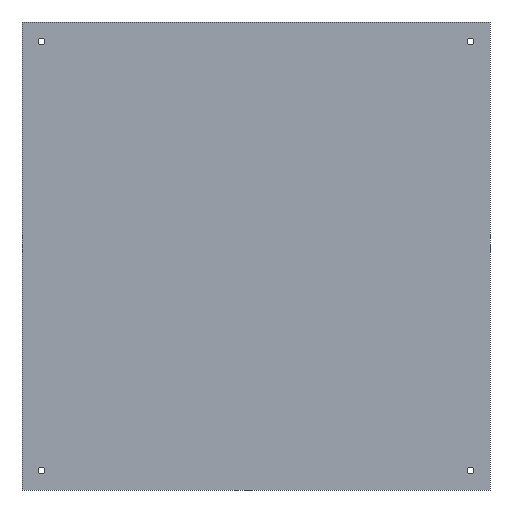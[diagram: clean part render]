
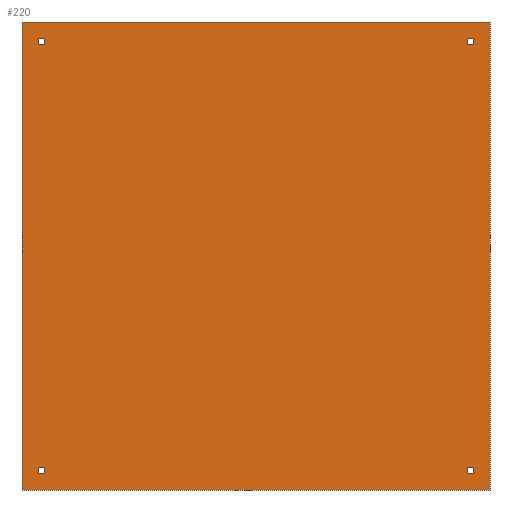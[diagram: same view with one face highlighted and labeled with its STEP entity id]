
A CAD part, front view. The second image highlights one B-rep face of the part: STEP entity #220.
In plain terms, the highlighted planar face has unit normal (0, -1, 0).
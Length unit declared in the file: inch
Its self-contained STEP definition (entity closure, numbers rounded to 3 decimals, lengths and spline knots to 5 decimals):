
#2 = DIRECTION ( 'NONE',  ( 0., 1., 0. ) ) ;
#5 = CARTESIAN_POINT ( 'NONE',  ( -9.625, -0.187, 9.625 ) ) ;
#6 = CARTESIAN_POINT ( 'NONE',  ( -10.5, -0.187, -10.5 ) ) ;
#10 = DIRECTION ( 'NONE',  ( 1., 0., 0. ) ) ;
#16 = FACE_OUTER_BOUND ( 'NONE', #176, .T. ) ;
#17 = VERTEX_POINT ( 'NONE', #101 ) ;
#20 = DIRECTION ( 'NONE',  ( 0., 0., 1. ) ) ;
#26 = CARTESIAN_POINT ( 'NONE',  ( 9.625, -0.187, -9.625 ) ) ;
#34 = EDGE_LOOP ( 'NONE', ( #81 ) ) ;
#35 = CARTESIAN_POINT ( 'NONE',  ( -9.625, -0.187, 9.781 ) ) ;
#46 = ORIENTED_EDGE ( 'NONE', *, *, #323, .F. ) ;
#47 = EDGE_LOOP ( 'NONE', ( #73 ) ) ;
#51 = VERTEX_POINT ( 'NONE', #169 ) ;
#52 = LINE ( 'NONE', #109, #299 ) ;
#54 = EDGE_LOOP ( 'NONE', ( #87 ) ) ;
#56 = DIRECTION ( 'NONE',  ( 0., 1., 0. ) ) ;
#58 = DIRECTION ( 'NONE',  ( 0., 1., 0. ) ) ;
#63 = VECTOR ( 'NONE', #10, 39.37008 ) ;
#65 = CARTESIAN_POINT ( 'NONE',  ( 9.625, -0.187, 9.625 ) ) ;
#70 = EDGE_CURVE ( 'NONE', #224, #142, #310, .T. ) ;
#73 = ORIENTED_EDGE ( 'NONE', *, *, #261, .T. ) ;
#80 = PLANE ( 'NONE',  #158 ) ;
#81 = ORIENTED_EDGE ( 'NONE', *, *, #337, .T. ) ;
#87 = ORIENTED_EDGE ( 'NONE', *, *, #238, .T. ) ;
#89 = CARTESIAN_POINT ( 'NONE',  ( -10.5, -0.187, 10.5 ) ) ;
#101 = CARTESIAN_POINT ( 'NONE',  ( 10.5, -0.187, -10.5 ) ) ;
#107 = DIRECTION ( 'NONE',  ( 0., 0., 1. ) ) ;
#109 = CARTESIAN_POINT ( 'NONE',  ( 10.5, -0.187, -10.5 ) ) ;
#117 = LINE ( 'NONE', #184, #326 ) ;
#118 = FACE_BOUND ( 'NONE', #47, .T. ) ;
#133 = LINE ( 'NONE', #89, #63 ) ;
#134 = DIRECTION ( 'NONE',  ( 0., 1., 0. ) ) ;
#142 = VERTEX_POINT ( 'NONE', #268 ) ;
#143 = VERTEX_POINT ( 'NONE', #322 ) ;
#145 = VERTEX_POINT ( 'NONE', #328 ) ;
#154 = EDGE_CURVE ( 'NONE', #276, #276, #336, .T. ) ;
#156 = DIRECTION ( 'NONE',  ( 0., 0., 1. ) ) ;
#157 = VERTEX_POINT ( 'NONE', #272 ) ;
#158 = AXIS2_PLACEMENT_3D ( 'NONE', #212, #269, #107 ) ;
#160 = ORIENTED_EDGE ( 'NONE', *, *, #174, .F. ) ;
#161 = DIRECTION ( 'NONE',  ( 0., 0., 1. ) ) ;
#169 = CARTESIAN_POINT ( 'NONE',  ( -9.625, -0.187, -9.469 ) ) ;
#174 = EDGE_CURVE ( 'NONE', #143, #17, #117, .T. ) ;
#176 = EDGE_LOOP ( 'NONE', ( #301, #160, #46, #215 ) ) ;
#184 = CARTESIAN_POINT ( 'NONE',  ( 10.5, -0.187, 10.5 ) ) ;
#202 = CIRCLE ( 'NONE', #211, 0.156 ) ;
#206 = AXIS2_PLACEMENT_3D ( 'NONE', #5, #56, #247 ) ;
#210 = EDGE_LOOP ( 'NONE', ( #282 ) ) ;
#211 = AXIS2_PLACEMENT_3D ( 'NONE', #241, #2, #156 ) ;
#212 = CARTESIAN_POINT ( 'NONE',  ( 0., -0.187, 0. ) ) ;
#215 = ORIENTED_EDGE ( 'NONE', *, *, #70, .F. ) ;
#220 = ADVANCED_FACE ( 'NONE', ( #231, #236, #221, #118, #16 ), #80, .F. ) ;
#221 = FACE_BOUND ( 'NONE', #34, .T. ) ;
#224 = VERTEX_POINT ( 'NONE', #6 ) ;
#231 = FACE_BOUND ( 'NONE', #54, .T. ) ;
#236 = FACE_BOUND ( 'NONE', #210, .T. ) ;
#238 = EDGE_CURVE ( 'NONE', #51, #51, #202, .T. ) ;
#241 = CARTESIAN_POINT ( 'NONE',  ( -9.625, -0.187, -9.625 ) ) ;
#247 = DIRECTION ( 'NONE',  ( 0., 0., 1. ) ) ;
#248 = AXIS2_PLACEMENT_3D ( 'NONE', #26, #58, #161 ) ;
#261 = EDGE_CURVE ( 'NONE', #157, #157, #287, .T. ) ;
#262 = CIRCLE ( 'NONE', #312, 0.156 ) ;
#268 = CARTESIAN_POINT ( 'NONE',  ( -10.5, -0.187, 10.5 ) ) ;
#269 = DIRECTION ( 'NONE',  ( 0., 1., 0. ) ) ;
#272 = CARTESIAN_POINT ( 'NONE',  ( 9.625, -0.187, -9.469 ) ) ;
#276 = VERTEX_POINT ( 'NONE', #35 ) ;
#282 = ORIENTED_EDGE ( 'NONE', *, *, #154, .T. ) ;
#286 = CARTESIAN_POINT ( 'NONE',  ( -10.5, -0.187, -10.5 ) ) ;
#287 = CIRCLE ( 'NONE', #248, 0.156 ) ;
#288 = EDGE_CURVE ( 'NONE', #17, #224, #52, .T. ) ;
#292 = DIRECTION ( 'NONE',  ( -1., 0., 0. ) ) ;
#299 = VECTOR ( 'NONE', #292, 39.37008 ) ;
#301 = ORIENTED_EDGE ( 'NONE', *, *, #288, .F. ) ;
#310 = LINE ( 'NONE', #286, #339 ) ;
#312 = AXIS2_PLACEMENT_3D ( 'NONE', #65, #134, #331 ) ;
#322 = CARTESIAN_POINT ( 'NONE',  ( 10.5, -0.187, 10.5 ) ) ;
#323 = EDGE_CURVE ( 'NONE', #142, #143, #133, .T. ) ;
#325 = DIRECTION ( 'NONE',  ( 0., 0., -1. ) ) ;
#326 = VECTOR ( 'NONE', #325, 39.37008 ) ;
#328 = CARTESIAN_POINT ( 'NONE',  ( 9.625, -0.187, 9.781 ) ) ;
#331 = DIRECTION ( 'NONE',  ( 0., 0., 1. ) ) ;
#336 = CIRCLE ( 'NONE', #206, 0.156 ) ;
#337 = EDGE_CURVE ( 'NONE', #145, #145, #262, .T. ) ;
#339 = VECTOR ( 'NONE', #20, 39.37008 ) ;
